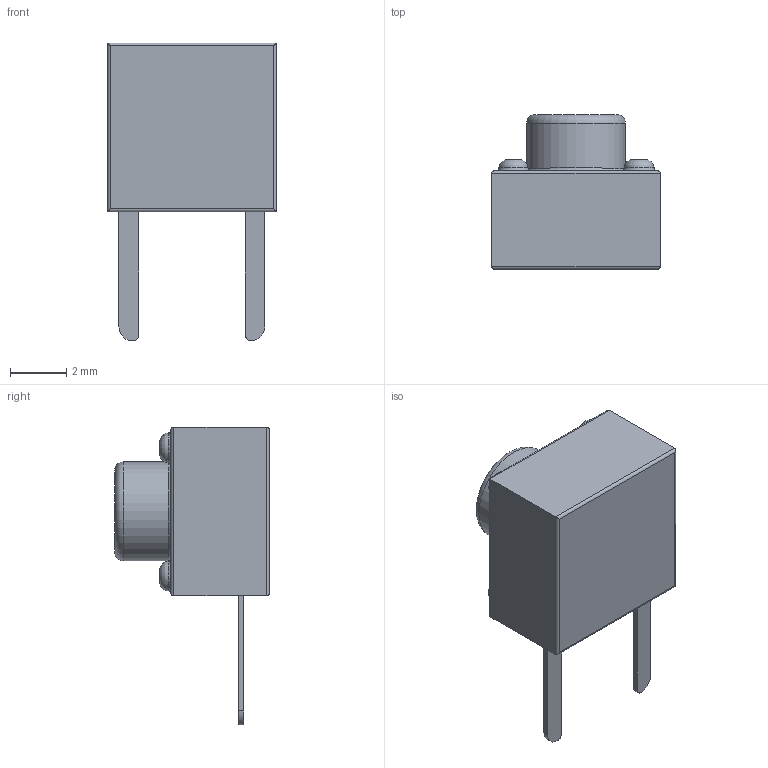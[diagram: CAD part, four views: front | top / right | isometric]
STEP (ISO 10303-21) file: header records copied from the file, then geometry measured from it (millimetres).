
FILE_DESCRIPTION(/* description */ (''),/* implementation_level */ '2;1');
FILE_NAME(/* name */ 'TactSW_THDP07-060CB v1.step',/* time_stamp */ '2020-04-06T14:35:35+09:00',/* author */ (''),/* organization */ (''),/* preprocessor_version */ 'ST-DEVELOPER v18',/* originating_system */ 'Autodesk Translation Framework v8.12.0.6',/* authorisation */ '');
FILE_SCHEMA (('AUTOMOTIVE_DESIGN { 1 0 10303 214 3 1 1 }'));
Length unit declared in the file: millimetre
Products named in the file (1): TactSW_THDP07-060CB
Bounding box: 6 x 5.5 x 10.6 mm (x, y, z)
Volume: 147.5 mm3; surface area: 192.7 mm2
Topology: 1 solids, 1 shells, 44 faces, 111 edges, 75 vertices
Faces by surface type: plane 19, cylinder 14, torus 6, bspline 5
Full cylindrical faces by diameter (mm): 3.52 x1
Entity records: 1552 total; most frequent: CARTESIAN_POINT 367, DIRECTION 253, ORIENTED_EDGE 222, EDGE_CURVE 111, AXIS2_PLACEMENT_3D 104, VERTEX_POINT 75, CIRCLE 56, EDGE_LOOP 50
